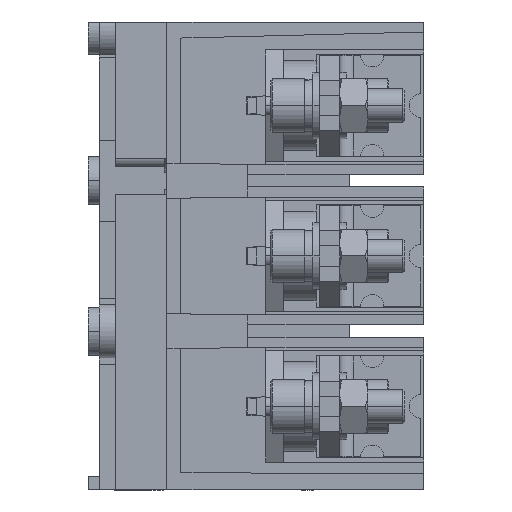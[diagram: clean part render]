
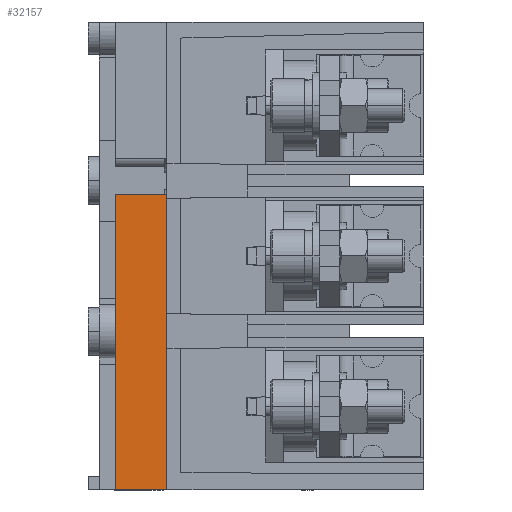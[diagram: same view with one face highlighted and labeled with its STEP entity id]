
A CAD part, left-side view. The second image highlights one B-rep face of the part: STEP entity #32157.
In plain terms, the highlighted planar face has unit normal (-1, 0, 0).
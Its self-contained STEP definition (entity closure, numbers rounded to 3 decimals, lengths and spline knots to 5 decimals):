
#7614=DIRECTION('',(0.,-1.,0.));
#7615=VECTOR('',#7614,0.0153);
#7616=CARTESIAN_POINT('',(-0.10935,0.0921,-0.05412));
#7617=LINE('',#7616,#7615);
#7618=DIRECTION('',(0.,0.,-1.));
#7619=VECTOR('',#7618,0.08835);
#7620=CARTESIAN_POINT('',(-0.10935,0.0921,0.03423));
#7621=LINE('',#7620,#7619);
#7622=DIRECTION('',(0.,1.,0.));
#7623=VECTOR('',#7622,0.0153);
#7624=CARTESIAN_POINT('',(-0.10935,0.0768,
0.03423));
#7625=LINE('',#7624,#7623);
#7626=DIRECTION('',(0.,0.,1.));
#7627=VECTOR('',#7626,0.08835);
#7628=CARTESIAN_POINT('',(-0.10935,0.0768,
-0.05412));
#7629=LINE('',#7628,#7627);
#14282=CARTESIAN_POINT('',(-0.10935,0.0768,
-0.05412));
#14284=VERTEX_POINT('',#14282);
#14285=CARTESIAN_POINT('',(-0.10935,0.0768,
0.03423));
#14286=VERTEX_POINT('',#14285);
#14337=CARTESIAN_POINT('',(-0.10935,0.0921,-0.05412));
#14338=VERTEX_POINT('',#14337);
#14611=CARTESIAN_POINT('',(-0.10935,0.0921,0.03423));
#14612=VERTEX_POINT('',#14611);
#32145=CARTESIAN_POINT('',(-0.10935,0.,-0.05412));
#32146=DIRECTION('',(-1.,0.,0.));
#32147=DIRECTION('',(0.,0.,1.));
#32148=AXIS2_PLACEMENT_3D('',#32145,#32146,#32147);
#32149=PLANE('',#32148);
#32150=ORIENTED_EDGE('',*,*,#28875,.F.);
#32152=ORIENTED_EDGE('',*,*,#32151,.F.);
#32153=ORIENTED_EDGE('',*,*,#32131,.F.);
#32154=ORIENTED_EDGE('',*,*,#18755,.F.);
#32155=EDGE_LOOP('',(#32150,#32152,#32153,#32154));
#32156=FACE_OUTER_BOUND('',#32155,.F.);
#32157=ADVANCED_FACE('',(#32156),#32149,.T.);
#18755=EDGE_CURVE('',#14284,#14286,#7629,.T.);
#28875=EDGE_CURVE('',#14338,#14284,#7617,.T.);
#32131=EDGE_CURVE('',#14286,#14612,#7625,.T.);
#32151=EDGE_CURVE('',#14612,#14338,#7621,.T.);
